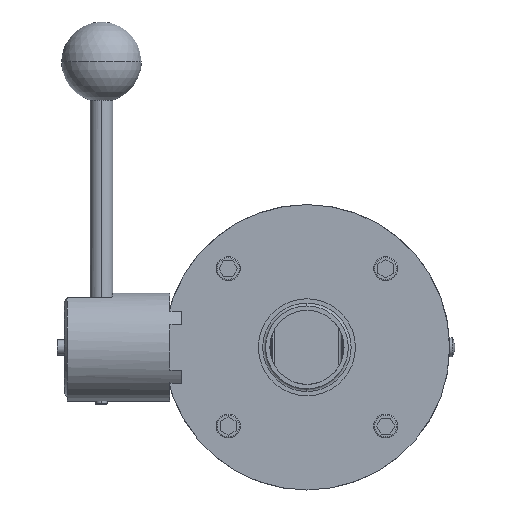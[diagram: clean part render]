
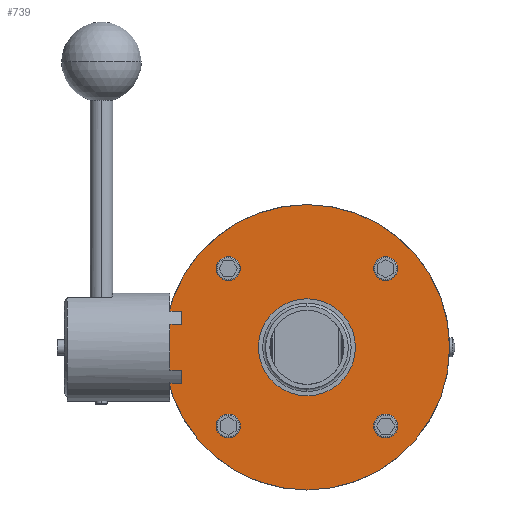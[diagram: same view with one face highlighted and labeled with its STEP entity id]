
A CAD part, left-side view. The second image highlights one B-rep face of the part: STEP entity #739.
In plain terms, the highlighted planar face has unit normal (-1, 0, 0).
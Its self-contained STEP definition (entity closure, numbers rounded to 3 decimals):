
#117 = CARTESIAN_POINT ( 'NONE',  ( -14.25, -27.577, -27.577 ) ) ;
#193 = VERTEX_POINT ( 'NONE', #10171 ) ;
#206 = CIRCLE ( 'NONE', #5694, 4.2 ) ;
#254 = ORIENTED_EDGE ( 'NONE', *, *, #3466, .F. ) ;
#257 = FACE_OUTER_BOUND ( 'NONE', #10083, .T. ) ;
#314 = EDGE_CURVE ( 'NONE', #193, #2598, #6763, .T. ) ;
#322 = VERTEX_POINT ( 'NONE', #1809 ) ;
#351 = DIRECTION ( 'NONE',  ( -1., 0., 0. ) ) ;
#482 = AXIS2_PLACEMENT_3D ( 'NONE', #9079, #1940, #8864 ) ;
#534 = CARTESIAN_POINT ( 'NONE',  ( -14.25, -27.577, 31.777 ) ) ;
#621 = ORIENTED_EDGE ( 'NONE', *, *, #4299, .F. ) ;
#639 = DIRECTION ( 'NONE',  ( -1., 0., 0. ) ) ;
#739 = ADVANCED_FACE ( 'NONE', ( #8135, #8954, #4145, #7415, #257, #6738 ), #1982, .F. ) ;
#762 = CARTESIAN_POINT ( 'NONE',  ( -14.25, 0., 17. ) ) ;
#1056 = CARTESIAN_POINT ( 'NONE',  ( -14.25, 0., -50. ) ) ;
#1089 = AXIS2_PLACEMENT_3D ( 'NONE', #8226, #1704, #5871 ) ;
#1098 = DIRECTION ( 'NONE',  ( 0., 0., 1. ) ) ;
#1193 = DIRECTION ( 'NONE',  ( 0., 0., 1. ) ) ;
#1198 = DIRECTION ( 'NONE',  ( 1., 0., 0. ) ) ;
#1440 = ORIENTED_EDGE ( 'NONE', *, *, #4663, .F. ) ;
#1515 = CIRCLE ( 'NONE', #6515, 17. ) ;
#1519 = EDGE_LOOP ( 'NONE', ( #9060, #254 ) ) ;
#1533 = ORIENTED_EDGE ( 'NONE', *, *, #2695, .F. ) ;
#1539 = EDGE_CURVE ( 'NONE', #4263, #7436, #8947, .T. ) ;
#1704 = DIRECTION ( 'NONE',  ( -1., 0., 0. ) ) ;
#1809 = CARTESIAN_POINT ( 'NONE',  ( -14.25, -27.577, 23.377 ) ) ;
#1909 = EDGE_CURVE ( 'NONE', #2803, #9974, #3647, .T. ) ;
#1940 = DIRECTION ( 'NONE',  ( -1., 0., 0. ) ) ;
#1982 = PLANE ( 'NONE',  #7441 ) ;
#2030 = DIRECTION ( 'NONE',  ( -1., 0., 0. ) ) ;
#2064 = EDGE_LOOP ( 'NONE', ( #1440, #3775 ) ) ;
#2076 = CIRCLE ( 'NONE', #5738, 4.2 ) ;
#2120 = AXIS2_PLACEMENT_3D ( 'NONE', #6315, #639, #3821 ) ;
#2201 = EDGE_LOOP ( 'NONE', ( #7852, #7177 ) ) ;
#2212 = CIRCLE ( 'NONE', #7739, 4.2 ) ;
#2298 = CIRCLE ( 'NONE', #482, 4.2 ) ;
#2598 = VERTEX_POINT ( 'NONE', #1056 ) ;
#2632 = EDGE_CURVE ( 'NONE', #3526, #9892, #9964, .T. ) ;
#2665 = EDGE_LOOP ( 'NONE', ( #7832, #621 ) ) ;
#2695 = EDGE_CURVE ( 'NONE', #5652, #322, #2298, .T. ) ;
#2803 = VERTEX_POINT ( 'NONE', #762 ) ;
#2852 = VERTEX_POINT ( 'NONE', #3735 ) ;
#2853 = CARTESIAN_POINT ( 'NONE',  ( -14.25, -27.577, -27.577 ) ) ;
#3101 = CARTESIAN_POINT ( 'NONE',  ( -14.25, 27.577, -27.577 ) ) ;
#3246 = AXIS2_PLACEMENT_3D ( 'NONE', #9164, #2030, #3695 ) ;
#3466 = EDGE_CURVE ( 'NONE', #9974, #2803, #1515, .T. ) ;
#3469 = DIRECTION ( 'NONE',  ( 0., 0., 1. ) ) ;
#3526 = VERTEX_POINT ( 'NONE', #9185 ) ;
#3561 = DIRECTION ( 'NONE',  ( -1., 0., 0. ) ) ;
#3574 = DIRECTION ( 'NONE',  ( 0., 0., -1. ) ) ;
#3647 = CIRCLE ( 'NONE', #8950, 17. ) ;
#3668 = CARTESIAN_POINT ( 'NONE',  ( -14.25, 27.577, 27.577 ) ) ;
#3695 = DIRECTION ( 'NONE',  ( 0., 0., -1. ) ) ;
#3711 = CARTESIAN_POINT ( 'NONE',  ( -14.25, 27.577, 31.777 ) ) ;
#3735 = CARTESIAN_POINT ( 'NONE',  ( -14.25, -27.577, -23.377 ) ) ;
#3775 = ORIENTED_EDGE ( 'NONE', *, *, #2632, .F. ) ;
#3821 = DIRECTION ( 'NONE',  ( 0., 0., -1. ) ) ;
#3935 = CARTESIAN_POINT ( 'NONE',  ( -14.25, 27.577, 23.377 ) ) ;
#4145 = FACE_BOUND ( 'NONE', #2201, .T. ) ;
#4189 = EDGE_CURVE ( 'NONE', #2852, #4417, #8555, .T. ) ;
#4263 = VERTEX_POINT ( 'NONE', #3711 ) ;
#4299 = EDGE_CURVE ( 'NONE', #7436, #4263, #2212, .T. ) ;
#4413 = CARTESIAN_POINT ( 'NONE',  ( -14.25, 0., 0. ) ) ;
#4417 = VERTEX_POINT ( 'NONE', #7682 ) ;
#4506 = ORIENTED_EDGE ( 'NONE', *, *, #4605, .F. ) ;
#4533 = EDGE_CURVE ( 'NONE', #2598, #193, #5915, .T. ) ;
#4605 = EDGE_CURVE ( 'NONE', #322, #5652, #8726, .T. ) ;
#4663 = EDGE_CURVE ( 'NONE', #9892, #3526, #2076, .T. ) ;
#5229 = AXIS2_PLACEMENT_3D ( 'NONE', #4413, #6739, #1098 ) ;
#5336 = DIRECTION ( 'NONE',  ( 0., 0., -1. ) ) ;
#5341 = CARTESIAN_POINT ( 'NONE',  ( -14.25, 0., 0. ) ) ;
#5579 = ORIENTED_EDGE ( 'NONE', *, *, #4533, .T. ) ;
#5586 = DIRECTION ( 'NONE',  ( -1., 0., 0. ) ) ;
#5652 = VERTEX_POINT ( 'NONE', #534 ) ;
#5694 = AXIS2_PLACEMENT_3D ( 'NONE', #2853, #9224, #8496 ) ;
#5738 = AXIS2_PLACEMENT_3D ( 'NONE', #3101, #9297, #5336 ) ;
#5788 = CARTESIAN_POINT ( 'NONE',  ( -14.25, 0., -17. ) ) ;
#5871 = DIRECTION ( 'NONE',  ( 0., 0., 1. ) ) ;
#5915 = CIRCLE ( 'NONE', #5229, 50. ) ;
#6315 = CARTESIAN_POINT ( 'NONE',  ( -14.25, 27.577, 27.577 ) ) ;
#6515 = AXIS2_PLACEMENT_3D ( 'NONE', #9063, #351, #1193 ) ;
#6583 = CARTESIAN_POINT ( 'NONE',  ( -14.25, 27.577, -27.577 ) ) ;
#6738 = FACE_BOUND ( 'NONE', #1519, .T. ) ;
#6739 = DIRECTION ( 'NONE',  ( -1., 0., 0. ) ) ;
#6763 = CIRCLE ( 'NONE', #1089, 50. ) ;
#7177 = ORIENTED_EDGE ( 'NONE', *, *, #7280, .F. ) ;
#7280 = EDGE_CURVE ( 'NONE', #4417, #2852, #206, .T. ) ;
#7415 = FACE_BOUND ( 'NONE', #2064, .T. ) ;
#7436 = VERTEX_POINT ( 'NONE', #3935 ) ;
#7441 = AXIS2_PLACEMENT_3D ( 'NONE', #8337, #1198, #9786 ) ;
#7635 = DIRECTION ( 'NONE',  ( -1., 0., 0. ) ) ;
#7682 = CARTESIAN_POINT ( 'NONE',  ( -14.25, -27.577, -31.777 ) ) ;
#7739 = AXIS2_PLACEMENT_3D ( 'NONE', #3668, #7635, #3574 ) ;
#7832 = ORIENTED_EDGE ( 'NONE', *, *, #1539, .F. ) ;
#7852 = ORIENTED_EDGE ( 'NONE', *, *, #4189, .F. ) ;
#8135 = FACE_BOUND ( 'NONE', #2665, .T. ) ;
#8169 = DIRECTION ( 'NONE',  ( -1., 0., 0. ) ) ;
#8226 = CARTESIAN_POINT ( 'NONE',  ( -14.25, 0., 0. ) ) ;
#8337 = CARTESIAN_POINT ( 'NONE',  ( -14.25, 50., 0. ) ) ;
#8496 = DIRECTION ( 'NONE',  ( 0., 0., -1. ) ) ;
#8555 = CIRCLE ( 'NONE', #9880, 4.2 ) ;
#8726 = CIRCLE ( 'NONE', #3246, 4.2 ) ;
#8773 = DIRECTION ( 'NONE',  ( 0., 0., -1. ) ) ;
#8864 = DIRECTION ( 'NONE',  ( 0., 0., -1. ) ) ;
#8947 = CIRCLE ( 'NONE', #2120, 4.2 ) ;
#8950 = AXIS2_PLACEMENT_3D ( 'NONE', #5341, #8169, #3469 ) ;
#8954 = FACE_BOUND ( 'NONE', #9087, .T. ) ;
#9060 = ORIENTED_EDGE ( 'NONE', *, *, #1909, .F. ) ;
#9063 = CARTESIAN_POINT ( 'NONE',  ( -14.25, 0., 0. ) ) ;
#9079 = CARTESIAN_POINT ( 'NONE',  ( -14.25, -27.577, 27.577 ) ) ;
#9087 = EDGE_LOOP ( 'NONE', ( #1533, #4506 ) ) ;
#9164 = CARTESIAN_POINT ( 'NONE',  ( -14.25, -27.577, 27.577 ) ) ;
#9185 = CARTESIAN_POINT ( 'NONE',  ( -14.25, 27.577, -31.777 ) ) ;
#9224 = DIRECTION ( 'NONE',  ( -1., 0., 0. ) ) ;
#9290 = AXIS2_PLACEMENT_3D ( 'NONE', #6583, #3561, #9743 ) ;
#9297 = DIRECTION ( 'NONE',  ( -1., 0., 0. ) ) ;
#9475 = ORIENTED_EDGE ( 'NONE', *, *, #314, .T. ) ;
#9743 = DIRECTION ( 'NONE',  ( 0., 0., -1. ) ) ;
#9786 = DIRECTION ( 'NONE',  ( 0., 0., 1. ) ) ;
#9880 = AXIS2_PLACEMENT_3D ( 'NONE', #117, #5586, #8773 ) ;
#9892 = VERTEX_POINT ( 'NONE', #10097 ) ;
#9964 = CIRCLE ( 'NONE', #9290, 4.2 ) ;
#9974 = VERTEX_POINT ( 'NONE', #5788 ) ;
#10083 = EDGE_LOOP ( 'NONE', ( #9475, #5579 ) ) ;
#10097 = CARTESIAN_POINT ( 'NONE',  ( -14.25, 27.577, -23.377 ) ) ;
#10171 = CARTESIAN_POINT ( 'NONE',  ( -14.25, 0., 50. ) ) ;
